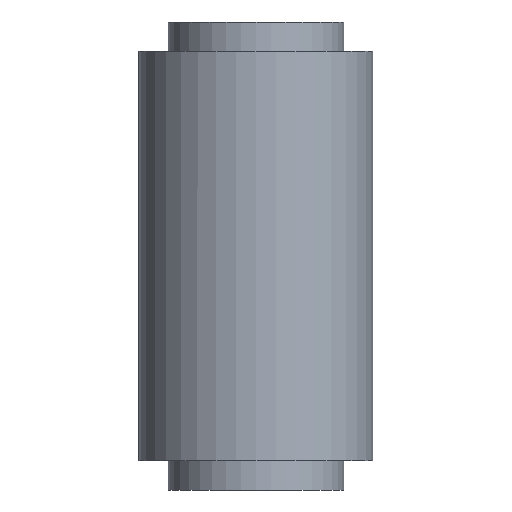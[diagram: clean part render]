
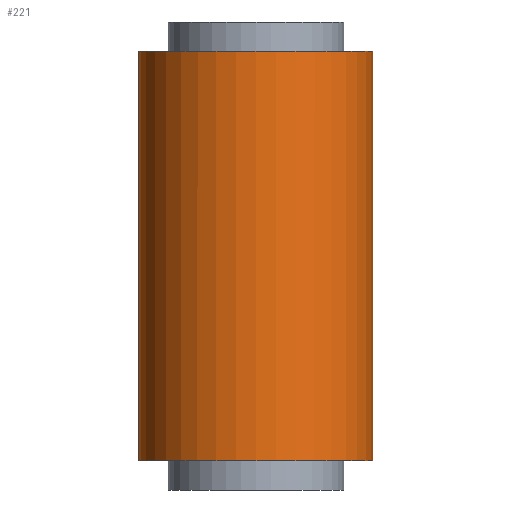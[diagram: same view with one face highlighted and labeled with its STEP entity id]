
A CAD part, front view. The second image highlights one B-rep face of the part: STEP entity #221.
In plain terms, the highlighted cylindrical face has radius 6.35 mm (diameter 12.7 mm), a full revolution.
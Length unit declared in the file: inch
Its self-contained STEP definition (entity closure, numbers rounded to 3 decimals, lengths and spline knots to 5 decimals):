
#107=CARTESIAN_POINT('',(0.25,0.,-0.4375));
#108=VERTEX_POINT('',#107);
#109=CARTESIAN_POINT('',(0.0,0.0,-0.4375));
#110=DIRECTION('',(0.0,0.0,1.0));
#111=DIRECTION('',(-1.0,0.0,0.0));
#112=AXIS2_PLACEMENT_3D('',#109,#110,#111);
#113=CIRCLE('',#112,0.25);
#114=EDGE_CURVE('',#108,#108,#113,.T.);
#155=CARTESIAN_POINT('',(0.25,0.,0.4375));
#156=VERTEX_POINT('',#155);
#157=CARTESIAN_POINT('',(0.0,0.0,0.4375));
#158=DIRECTION('',(0.0,0.0,-1.0));
#159=DIRECTION('',(-1.0,0.0,0.0));
#160=AXIS2_PLACEMENT_3D('',#157,#158,#159);
#161=CIRCLE('',#160,0.25);
#162=EDGE_CURVE('',#156,#156,#161,.T.);
#210=CARTESIAN_POINT('',(0.0,0.0,0.0));
#211=DIRECTION('',(0.0,0.0,1.0));
#212=DIRECTION('',(-1.0,0.0,0.0));
#213=AXIS2_PLACEMENT_3D('',#210,#211,#212);
#214=CYLINDRICAL_SURFACE('',#213,0.25);
#215=ORIENTED_EDGE('',*,*,#114,.T.);
#216=EDGE_LOOP('',(#215));
#217=FACE_OUTER_BOUND('',#216,.T.);
#218=ORIENTED_EDGE('',*,*,#162,.T.);
#219=EDGE_LOOP('',(#218));
#220=FACE_BOUND('',#219,.T.);
#221=ADVANCED_FACE('',(#217,#220),#214,.T.);
